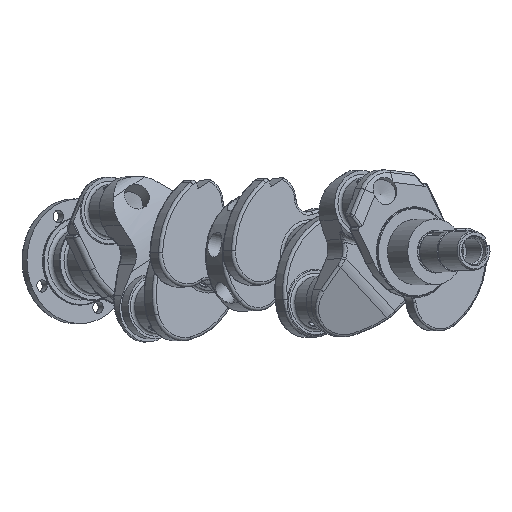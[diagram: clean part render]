
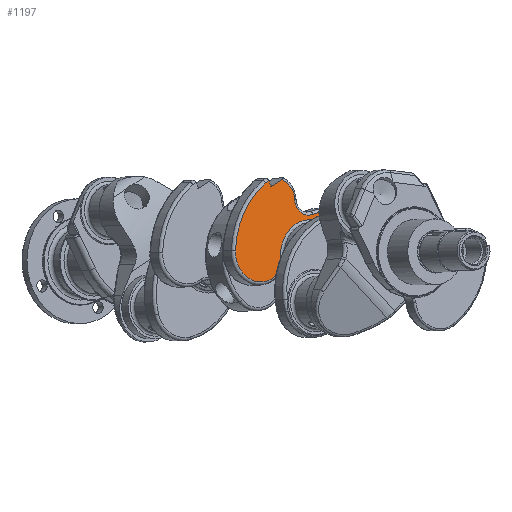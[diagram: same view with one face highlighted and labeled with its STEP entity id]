
A CAD part, front view. The second image highlights one B-rep face of the part: STEP entity #1197.
In plain terms, the highlighted face is planar.
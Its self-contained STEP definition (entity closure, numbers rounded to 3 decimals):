
#1197=ADVANCED_FACE('',(#6808,#6810),#6812,.F.);
#6808=FACE_BOUND('',#6809,.T.);
#6809=EDGE_LOOP('',(#13647,#13648,#13649,#13650,#13651,#13652,#13653,#13654,#13655,
#13656,#13657,#13658,#13659,#13660,#13661,#13662));
#6810=FACE_BOUND('',#6811,.T.);
#6811=EDGE_LOOP('',(#13663));
#6812=PLANE('',#6813);
#6813=AXIS2_PLACEMENT_3D('',#6814,#6815,#6816);
#6814=CARTESIAN_POINT('',(0.,296.5,0.));
#6815=DIRECTION('',(0.,1.,0.));
#6816=DIRECTION('',(0.,0.,1.));
#13647=ORIENTED_EDGE('',*,*,#15511,.F.);
#13648=ORIENTED_EDGE('',*,*,#15512,.F.);
#13649=ORIENTED_EDGE('',*,*,#15513,.F.);
#13650=ORIENTED_EDGE('',*,*,#15514,.F.);
#13651=ORIENTED_EDGE('',*,*,#15515,.F.);
#13652=ORIENTED_EDGE('',*,*,#15516,.F.);
#13653=ORIENTED_EDGE('',*,*,#15517,.F.);
#13654=ORIENTED_EDGE('',*,*,#15518,.F.);
#13655=ORIENTED_EDGE('',*,*,#15519,.F.);
#13656=ORIENTED_EDGE('',*,*,#15520,.F.);
#13657=ORIENTED_EDGE('',*,*,#15521,.F.);
#13658=ORIENTED_EDGE('',*,*,#15522,.F.);
#13659=ORIENTED_EDGE('',*,*,#15523,.F.);
#13660=ORIENTED_EDGE('',*,*,#15422,.T.);
#13661=ORIENTED_EDGE('',*,*,#15421,.T.);
#13662=ORIENTED_EDGE('',*,*,#15524,.F.);
#13663=ORIENTED_EDGE('',*,*,#15525,.T.);
#15421=EDGE_CURVE('',#16631,#16632,#16633,.T.);
#15422=EDGE_CURVE('',#16634,#16631,#16635,.T.);
#15511=EDGE_CURVE('',#16785,#16786,#16787,.T.);
#15512=EDGE_CURVE('',#16788,#16785,#16789,.F.);
#15513=EDGE_CURVE('',#16790,#16788,#16791,.T.);
#15514=EDGE_CURVE('',#16792,#16790,#16793,.T.);
#15515=EDGE_CURVE('',#16794,#16792,#16795,.T.);
#15516=EDGE_CURVE('',#16796,#16794,#16797,.T.);
#15517=EDGE_CURVE('',#16798,#16796,#16799,.T.);
#15518=EDGE_CURVE('',#16800,#16798,#16801,.T.);
#15519=EDGE_CURVE('',#16802,#16800,#16803,.T.);
#15520=EDGE_CURVE('',#16804,#16802,#16805,.T.);
#15521=EDGE_CURVE('',#16806,#16804,#16807,.T.);
#15522=EDGE_CURVE('',#16808,#16806,#16809,.T.);
#15523=EDGE_CURVE('',#16634,#16808,#16810,.T.);
#15524=EDGE_CURVE('',#16786,#16632,#16811,.T.);
#15525=EDGE_CURVE('',#16812,#16812,#16813,.F.);
#16631=VERTEX_POINT('',#21210);
#16632=VERTEX_POINT('',#21211);
#16633=CIRCLE('',#21212,34.5);
#16634=VERTEX_POINT('',#21216);
#16635=CIRCLE('',#21217,34.5);
#16785=VERTEX_POINT('',#21812);
#16786=VERTEX_POINT('',#21813);
#16787=CIRCLE('',#21814,29.5);
#16788=VERTEX_POINT('',#21818);
#16789=LINE('',#21819,#21820);
#16790=VERTEX_POINT('',#21822);
#16791=LINE('',#21823,#21824);
#16792=VERTEX_POINT('',#21826);
#16793=LINE('',#21827,#21828);
#16794=VERTEX_POINT('',#21830);
#16795=CIRCLE('',#21831,69.);
#16796=VERTEX_POINT('',#21835);
#16797=CIRCLE('',#21836,16.);
#16798=VERTEX_POINT('',#21840);
#16799=CIRCLE('',#21841,21.);
#16800=VERTEX_POINT('',#21845);
#16801=LINE('',#21846,#21847);
#16802=VERTEX_POINT('',#21849);
#16803=LINE('',#21850,#21851);
#16804=VERTEX_POINT('',#21853);
#16805=CIRCLE('',#21854,21.);
#16806=VERTEX_POINT('',#21858);
#16807=CIRCLE('',#21859,87.);
#16808=VERTEX_POINT('',#21863);
#16809=CIRCLE('',#21864,29.);
#16810=CIRCLE('',#21868,16.);
#16811=CIRCLE('',#21872,69.);
#16812=VERTEX_POINT('',#21876);
#16813=CIRCLE('',#21877,13.);
#21210=CARTESIAN_POINT('',(-34.5,296.5,0.));
#21211=CARTESIAN_POINT('',(-27.898,296.5,-20.297));
#21212=AXIS2_PLACEMENT_3D('',#21213,#21214,#21215);
#21213=CARTESIAN_POINT('',(0.,296.5,0.));
#21214=DIRECTION('',(0.,1.,0.));
#21215=DIRECTION('',(-1.,0.,0.));
#21216=CARTESIAN_POINT('',(-34.072,296.5,-5.42));
#21217=AXIS2_PLACEMENT_3D('',#21218,#21219,#21220);
#21218=CARTESIAN_POINT('',(0.,296.5,0.));
#21219=DIRECTION('',(0.,1.,0.));
#21220=DIRECTION('',(-0.988,0.,-0.157));
#21812=CARTESIAN_POINT('',(75.651,296.5,-36.729));
#21813=CARTESIAN_POINT('',(57.62,296.5,-55.257));
#21814=AXIS2_PLACEMENT_3D('',#21815,#21816,#21817);
#21815=CARTESIAN_POINT('',(47.631,296.5,-27.5));
#21816=DIRECTION('',(0.,1.,0.));
#21817=DIRECTION('',(0.95,0.,-0.313));
#21818=CARTESIAN_POINT('',(78.5,296.5,-37.668));
#21819=CARTESIAN_POINT('',(75.651,296.5,-36.729));
#21820=VECTOR('',#21821,1.);
#21821=DIRECTION('',(0.95,0.,-0.313));
#21822=CARTESIAN_POINT('',(78.5,296.5,-16.616));
#21823=CARTESIAN_POINT('',(78.5,296.5,-16.616));
#21824=VECTOR('',#21825,1.);
#21825=DIRECTION('',(0.,0.,-1.));
#21826=CARTESIAN_POINT('',(75.594,296.5,-17.361));
#21827=CARTESIAN_POINT('',(75.594,296.5,-17.361));
#21828=VECTOR('',#21829,1.);
#21829=DIRECTION('',(0.969,0.,0.248));
#21830=CARTESIAN_POINT('',(21.981,296.5,33.22));
#21831=AXIS2_PLACEMENT_3D('',#21832,#21833,#21834);
#21832=CARTESIAN_POINT('',(8.757,296.5,-34.501));
#21833=DIRECTION('',(0.,1.,0.));
#21834=DIRECTION('',(0.192,0.,0.981));
#21835=CARTESIAN_POINT('',(10.745,296.5,56.096));
#21836=AXIS2_PLACEMENT_3D('',#21837,#21838,#21839);
#21837=CARTESIAN_POINT('',(25.047,296.5,48.924));
#21838=DIRECTION('',(0.,-1.,0.));
#21839=DIRECTION('',(-0.894,0.,0.448));
#21840=CARTESIAN_POINT('',(7.173,296.5,80.));
#21841=AXIS2_PLACEMENT_3D('',#21842,#21843,#21844);
#21842=CARTESIAN_POINT('',(-8.027,296.5,65.51));
#21843=DIRECTION('',(0.,1.,0.));
#21844=DIRECTION('',(0.724,0.,0.69));
#21845=CARTESIAN_POINT('',(-6.5,296.5,80.));
#21846=CARTESIAN_POINT('',(-6.5,296.5,80.));
#21847=VECTOR('',#21848,1.);
#21848=DIRECTION('',(1.,0.,0.));
#21849=CARTESIAN_POINT('',(-6.5,296.5,86.455));
#21850=CARTESIAN_POINT('',(-6.5,296.5,86.455));
#21851=VECTOR('',#21852,1.);
#21852=DIRECTION('',(0.,0.,-1.));
#21853=CARTESIAN_POINT('',(-10.581,296.5,86.354));
#21854=AXIS2_PLACEMENT_3D('',#21855,#21856,#21857);
#21855=CARTESIAN_POINT('',(-8.027,296.5,65.51));
#21856=DIRECTION('',(0.,1.,0.));
#21857=DIRECTION('',(-0.122,0.,0.993));
#21858=CARTESIAN_POINT('',(-74.071,296.5,45.635));
#21859=AXIS2_PLACEMENT_3D('',#21860,#21861,#21862);
#21860=CARTESIAN_POINT('',(0.,296.5,0.));
#21861=DIRECTION('',(0.,1.,0.));
#21862=DIRECTION('',(-0.851,0.,0.525));
#21863=CARTESIAN_POINT('',(-47.993,296.5,1.456));
#21864=AXIS2_PLACEMENT_3D('',#21865,#21866,#21867);
#21865=CARTESIAN_POINT('',(-49.38,296.5,30.423));
#21866=DIRECTION('',(0.,1.,0.));
#21867=DIRECTION('',(0.048,0.,-0.999));
#21868=AXIS2_PLACEMENT_3D('',#21869,#21870,#21871);
#21869=CARTESIAN_POINT('',(-47.228,296.5,-14.525));
#21870=DIRECTION('',(0.,-1.,0.));
#21871=DIRECTION('',(0.822,0.,0.569));
#21872=AXIS2_PLACEMENT_3D('',#21873,#21874,#21875);
#21873=CARTESIAN_POINT('',(34.257,296.5,9.667));
#21874=DIRECTION('',(0.,1.,0.));
#21875=DIRECTION('',(0.339,0.,-0.941));
#21876=CARTESIAN_POINT('',(67.968,296.5,-25.789));
#21877=AXIS2_PLACEMENT_3D('',#21878,#21879,#21880);
#21878=CARTESIAN_POINT('',(54.968,296.5,-25.789));
#21879=DIRECTION('',(0.,-1.,0.));
#21880=DIRECTION('',(1.,0.,0.));
